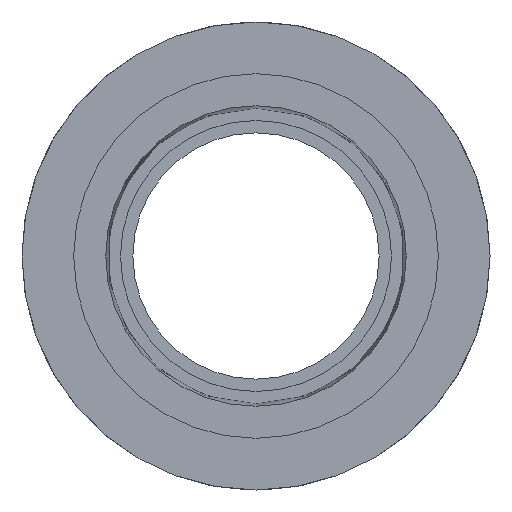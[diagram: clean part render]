
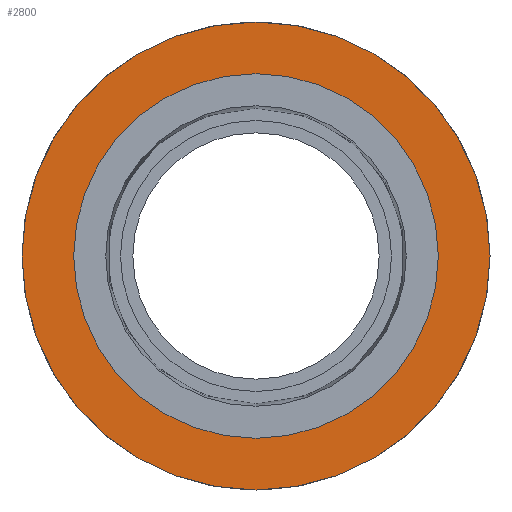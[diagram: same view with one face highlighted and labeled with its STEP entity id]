
A CAD part, front view. The second image highlights one B-rep face of the part: STEP entity #2800.
In plain terms, the highlighted planar face has unit normal (0, -1, 0).
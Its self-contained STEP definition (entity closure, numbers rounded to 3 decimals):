
#114 = AXIS2_PLACEMENT_3D ( 'NONE', #506, #3168, #235 ) ;
#235 = DIRECTION ( 'NONE',  ( 0., 0., -1. ) ) ;
#506 = CARTESIAN_POINT ( 'NONE',  ( 0., 11., 0. ) ) ;
#620 = ORIENTED_EDGE ( 'NONE', *, *, #2059, .T. ) ;
#638 = DIRECTION ( 'NONE',  ( 0., 0., -1. ) ) ;
#734 = CIRCLE ( 'NONE', #1194, 23.75 ) ;
#856 = VERTEX_POINT ( 'NONE', #1875 ) ;
#860 = VERTEX_POINT ( 'NONE', #2143 ) ;
#922 = PLANE ( 'NONE',  #2072 ) ;
#986 = EDGE_LOOP ( 'NONE', ( #620, #3336 ) ) ;
#1194 = AXIS2_PLACEMENT_3D ( 'NONE', #3311, #3025, #1493 ) ;
#1380 = AXIS2_PLACEMENT_3D ( 'NONE', #3139, #1631, #3124 ) ;
#1493 = DIRECTION ( 'NONE',  ( 0., 0., -1. ) ) ;
#1529 = DIRECTION ( 'NONE',  ( 0., -1., 0. ) ) ;
#1631 = DIRECTION ( 'NONE',  ( 0., -1., 0. ) ) ;
#1715 = AXIS2_PLACEMENT_3D ( 'NONE', #2093, #3616, #2131 ) ;
#1721 = ORIENTED_EDGE ( 'NONE', *, *, #3570, .F. ) ;
#1779 = FACE_OUTER_BOUND ( 'NONE', #986, .T. ) ;
#1875 = CARTESIAN_POINT ( 'NONE',  ( 0., 11., 18.5 ) ) ;
#2059 = EDGE_CURVE ( 'NONE', #2952, #860, #3163, .T. ) ;
#2072 = AXIS2_PLACEMENT_3D ( 'NONE', #2730, #1529, #638 ) ;
#2093 = CARTESIAN_POINT ( 'NONE',  ( 0., 11., 0. ) ) ;
#2131 = DIRECTION ( 'NONE',  ( 0., 0., -1. ) ) ;
#2143 = CARTESIAN_POINT ( 'NONE',  ( 0., 11., 23.75 ) ) ;
#2145 = CARTESIAN_POINT ( 'NONE',  ( 0., 11., -23.75 ) ) ;
#2155 = CARTESIAN_POINT ( 'NONE',  ( 0., 11., -18.5 ) ) ;
#2730 = CARTESIAN_POINT ( 'NONE',  ( 16.91, 11., 0. ) ) ;
#2800 = ADVANCED_FACE ( 'NONE', ( #3586, #1779 ), #922, .T. ) ;
#2952 = VERTEX_POINT ( 'NONE', #2145 ) ;
#3025 = DIRECTION ( 'NONE',  ( 0., -1., 0. ) ) ;
#3124 = DIRECTION ( 'NONE',  ( 0., 0., -1. ) ) ;
#3139 = CARTESIAN_POINT ( 'NONE',  ( 0., 11., 0. ) ) ;
#3163 = CIRCLE ( 'NONE', #1380, 23.75 ) ;
#3168 = DIRECTION ( 'NONE',  ( 0., -1., 0. ) ) ;
#3277 = CIRCLE ( 'NONE', #114, 18.5 ) ;
#3311 = CARTESIAN_POINT ( 'NONE',  ( 0., 11., 0. ) ) ;
#3326 = EDGE_CURVE ( 'NONE', #860, #2952, #734, .T. ) ;
#3336 = ORIENTED_EDGE ( 'NONE', *, *, #3326, .T. ) ;
#3353 = EDGE_CURVE ( 'NONE', #856, #3453, #3520, .T. ) ;
#3453 = VERTEX_POINT ( 'NONE', #2155 ) ;
#3504 = EDGE_LOOP ( 'NONE', ( #1721, #3772 ) ) ;
#3520 = CIRCLE ( 'NONE', #1715, 18.5 ) ;
#3570 = EDGE_CURVE ( 'NONE', #3453, #856, #3277, .T. ) ;
#3586 = FACE_BOUND ( 'NONE', #3504, .T. ) ;
#3616 = DIRECTION ( 'NONE',  ( 0., -1., 0. ) ) ;
#3772 = ORIENTED_EDGE ( 'NONE', *, *, #3353, .F. ) ;
